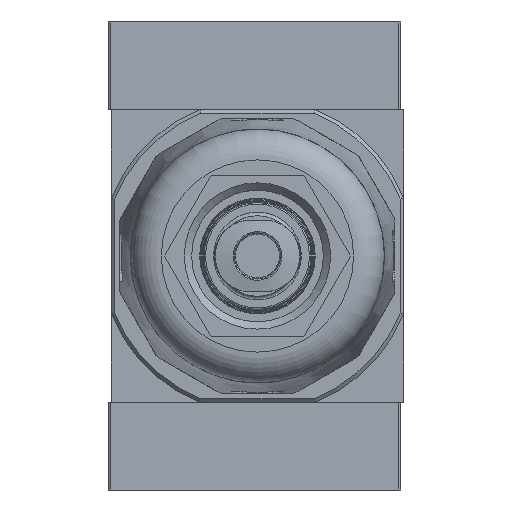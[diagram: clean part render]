
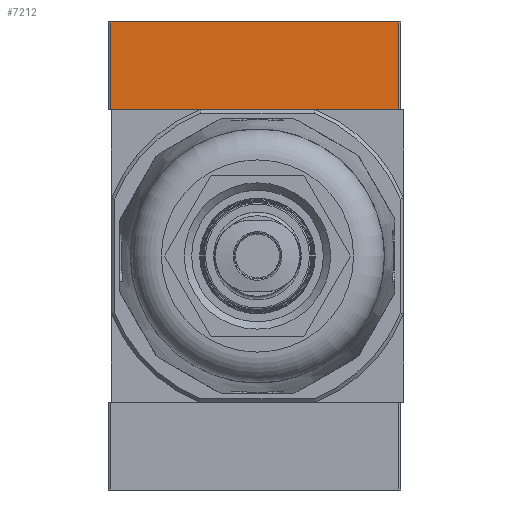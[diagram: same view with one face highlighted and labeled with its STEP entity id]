
A CAD part, front view. The second image highlights one B-rep face of the part: STEP entity #7212.
In plain terms, the highlighted planar face has unit normal (0, -1, 0).
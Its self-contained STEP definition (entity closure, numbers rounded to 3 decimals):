
#407=LINE('',#11181,#765);
#417=LINE('',#11229,#775);
#418=LINE('',#11233,#776);
#419=LINE('',#11235,#777);
#765=VECTOR('',#8920,1000.);
#775=VECTOR('',#8962,1000.);
#776=VECTOR('',#8967,1000.);
#777=VECTOR('',#8968,1000.);
#1016=PLANE('',#7754);
#2113=ORIENTED_EDGE('',*,*,#3218,.T.);
#2114=ORIENTED_EDGE('',*,*,#3244,.F.);
#2115=ORIENTED_EDGE('',*,*,#3245,.F.);
#2116=ORIENTED_EDGE('',*,*,#3242,.T.);
#3218=EDGE_CURVE('',#3868,#3867,#407,.T.);
#3242=EDGE_CURVE('',#3890,#3868,#417,.T.);
#3244=EDGE_CURVE('',#3891,#3867,#418,.T.);
#3245=EDGE_CURVE('',#3890,#3891,#419,.T.);
#3867=VERTEX_POINT('',#11180);
#3868=VERTEX_POINT('',#11182);
#3890=VERTEX_POINT('',#11230);
#3891=VERTEX_POINT('',#11234);
#4658=EDGE_LOOP('',(#2113,#2114,#2115,#2116));
#5172=FACE_BOUND('',#4658,.T.);
#7212=ADVANCED_FACE('',(#5172),#1016,.F.);
#7754=AXIS2_PLACEMENT_3D('',#11232,#8965,#8966);
#8920=DIRECTION('',(1.,0.,0.));
#8962=DIRECTION('',(0.,0.,-1.));
#8965=DIRECTION('',(0.,1.,0.));
#8966=DIRECTION('',(0.,0.,1.));
#8967=DIRECTION('',(0.,0.,-1.));
#8968=DIRECTION('',(1.,0.,0.));
#11180=CARTESIAN_POINT('',(19.7,-10.,-6.));
#11181=CARTESIAN_POINT('',(-19.7,-10.,-6.));
#11182=CARTESIAN_POINT('',(-19.7,-10.,-6.));
#11229=CARTESIAN_POINT('',(-19.7,-10.,6.));
#11230=CARTESIAN_POINT('',(-19.7,-10.,6.));
#11232=CARTESIAN_POINT('',(-19.7,-10.,6.));
#11233=CARTESIAN_POINT('',(19.7,-10.,6.));
#11234=CARTESIAN_POINT('',(19.7,-10.,6.));
#11235=CARTESIAN_POINT('',(-19.7,-10.,6.));
